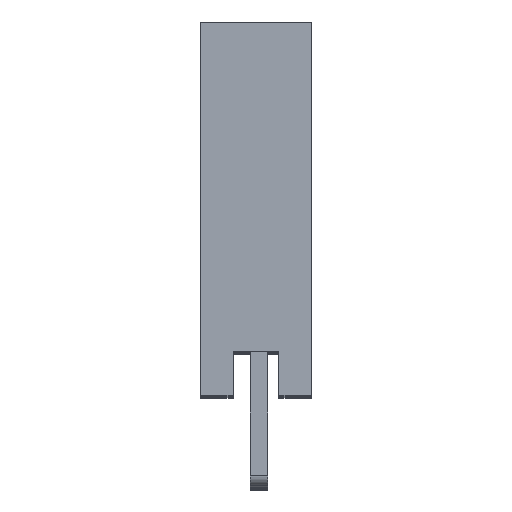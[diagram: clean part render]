
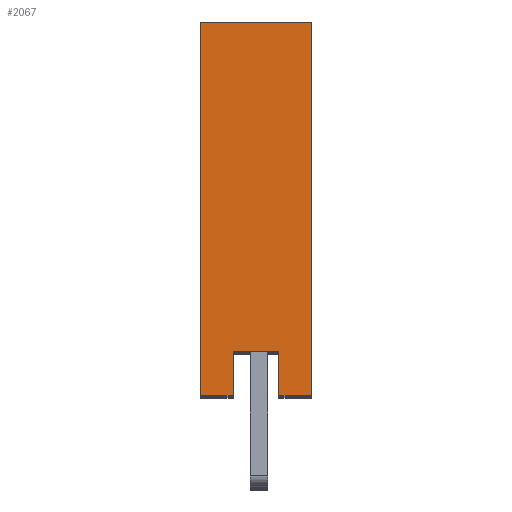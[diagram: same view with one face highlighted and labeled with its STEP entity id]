
A CAD part, top view. The second image highlights one B-rep face of the part: STEP entity #2067.
In plain terms, the highlighted planar face has unit normal (0, 0, 1).
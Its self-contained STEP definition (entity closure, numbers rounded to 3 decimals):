
#2 = VECTOR ( 'NONE', #98, 1000. ) ;
#36 = CARTESIAN_POINT ( 'NONE',  ( -1.79, 0., 2.54 ) ) ;
#43 = CARTESIAN_POINT ( 'NONE',  ( -0.75, 0., 2.54 ) ) ;
#59 = VECTOR ( 'NONE', #2051, 1000. ) ;
#98 = DIRECTION ( 'NONE',  ( 1., 0., 0. ) ) ;
#101 = AXIS2_PLACEMENT_3D ( 'NONE', #430, #2107, #1614 ) ;
#130 = DIRECTION ( 'NONE',  ( 0., -1., 0. ) ) ;
#146 = CARTESIAN_POINT ( 'NONE',  ( -1.79, 1., 2.54 ) ) ;
#192 = EDGE_CURVE ( 'NONE', #636, #1272, #826, .T. ) ;
#227 = ORIENTED_EDGE ( 'NONE', *, *, #763, .T. ) ;
#235 = CARTESIAN_POINT ( 'NONE',  ( -0.75, 1., 2.54 ) ) ;
#248 = LINE ( 'NONE', #1046, #59 ) ;
#267 = PLANE ( 'NONE',  #101 ) ;
#331 = VERTEX_POINT ( 'NONE', #235 ) ;
#336 = CARTESIAN_POINT ( 'NONE',  ( 0., 8.5, 2.54 ) ) ;
#430 = CARTESIAN_POINT ( 'NONE',  ( 0., 0., 2.54 ) ) ;
#432 = VERTEX_POINT ( 'NONE', #36 ) ;
#483 = DIRECTION ( 'NONE',  ( 1., 0., 0. ) ) ;
#499 = VECTOR ( 'NONE', #738, 1000. ) ;
#562 = LINE ( 'NONE', #1270, #2 ) ;
#587 = CARTESIAN_POINT ( 'NONE',  ( 0., 8.5, 2.54 ) ) ;
#588 = LINE ( 'NONE', #823, #1215 ) ;
#636 = VERTEX_POINT ( 'NONE', #43 ) ;
#704 = DIRECTION ( 'NONE',  ( 1., 0., 0. ) ) ;
#738 = DIRECTION ( 'NONE',  ( 0., 1., 0. ) ) ;
#763 = EDGE_CURVE ( 'NONE', #1193, #1793, #248, .T. ) ;
#814 = EDGE_CURVE ( 'NONE', #1500, #1193, #1431, .T. ) ;
#823 = CARTESIAN_POINT ( 'NONE',  ( -0.75, 0., 2.54 ) ) ;
#826 = LINE ( 'NONE', #1541, #2108 ) ;
#857 = ORIENTED_EDGE ( 'NONE', *, *, #1300, .T. ) ;
#950 = LINE ( 'NONE', #1732, #499 ) ;
#1046 = CARTESIAN_POINT ( 'NONE',  ( -2.54, 0., 2.54 ) ) ;
#1058 = VECTOR ( 'NONE', #483, 1000. ) ;
#1074 = VECTOR ( 'NONE', #1967, 1000. ) ;
#1136 = ORIENTED_EDGE ( 'NONE', *, *, #1710, .T. ) ;
#1173 = EDGE_LOOP ( 'NONE', ( #1843, #1439, #227, #2090, #1136, #1724, #857, #1282 ) ) ;
#1178 = EDGE_CURVE ( 'NONE', #1409, #331, #562, .T. ) ;
#1193 = VERTEX_POINT ( 'NONE', #1993 ) ;
#1215 = VECTOR ( 'NONE', #130, 1000. ) ;
#1252 = CARTESIAN_POINT ( 'NONE',  ( 0., 0., 2.54 ) ) ;
#1270 = CARTESIAN_POINT ( 'NONE',  ( -0.75, 1., 2.54 ) ) ;
#1272 = VERTEX_POINT ( 'NONE', #1497 ) ;
#1282 = ORIENTED_EDGE ( 'NONE', *, *, #192, .T. ) ;
#1300 = EDGE_CURVE ( 'NONE', #331, #636, #588, .T. ) ;
#1309 = FACE_OUTER_BOUND ( 'NONE', #1173, .T. ) ;
#1314 = EDGE_CURVE ( 'NONE', #1793, #432, #2104, .T. ) ;
#1409 = VERTEX_POINT ( 'NONE', #146 ) ;
#1431 = LINE ( 'NONE', #587, #1695 ) ;
#1439 = ORIENTED_EDGE ( 'NONE', *, *, #814, .T. ) ;
#1496 = LINE ( 'NONE', #1252, #1074 ) ;
#1497 = CARTESIAN_POINT ( 'NONE',  ( 0., 0., 2.54 ) ) ;
#1500 = VERTEX_POINT ( 'NONE', #336 ) ;
#1541 = CARTESIAN_POINT ( 'NONE',  ( 0., 0., 2.54 ) ) ;
#1565 = CARTESIAN_POINT ( 'NONE',  ( -2.54, 0., 2.54 ) ) ;
#1614 = DIRECTION ( 'NONE',  ( 1., 0., 0. ) ) ;
#1695 = VECTOR ( 'NONE', #2097, 1000. ) ;
#1710 = EDGE_CURVE ( 'NONE', #432, #1409, #950, .T. ) ;
#1724 = ORIENTED_EDGE ( 'NONE', *, *, #1178, .T. ) ;
#1732 = CARTESIAN_POINT ( 'NONE',  ( -1.79, 0., 2.54 ) ) ;
#1793 = VERTEX_POINT ( 'NONE', #1565 ) ;
#1843 = ORIENTED_EDGE ( 'NONE', *, *, #2069, .T. ) ;
#1854 = CARTESIAN_POINT ( 'NONE',  ( -1.79, 0., 2.54 ) ) ;
#1967 = DIRECTION ( 'NONE',  ( 0., 1., 0. ) ) ;
#1993 = CARTESIAN_POINT ( 'NONE',  ( -2.54, 8.5, 2.54 ) ) ;
#2051 = DIRECTION ( 'NONE',  ( 0., -1., 0. ) ) ;
#2067 = ADVANCED_FACE ( 'NONE', ( #1309 ), #267, .T. ) ;
#2069 = EDGE_CURVE ( 'NONE', #1272, #1500, #1496, .T. ) ;
#2090 = ORIENTED_EDGE ( 'NONE', *, *, #1314, .T. ) ;
#2097 = DIRECTION ( 'NONE',  ( -1., 0., 0. ) ) ;
#2104 = LINE ( 'NONE', #1854, #1058 ) ;
#2107 = DIRECTION ( 'NONE',  ( 0., 0., 1. ) ) ;
#2108 = VECTOR ( 'NONE', #704, 1000. ) ;
